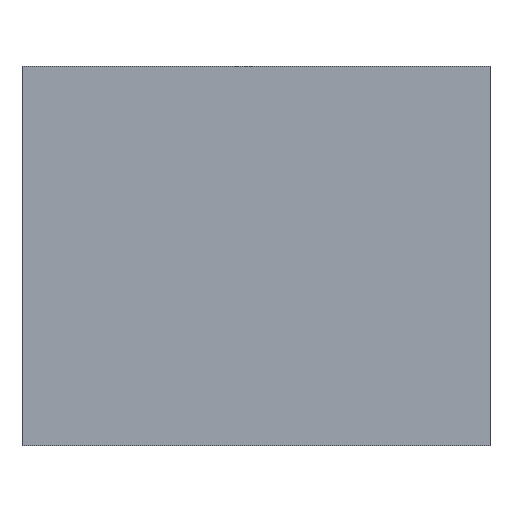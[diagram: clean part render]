
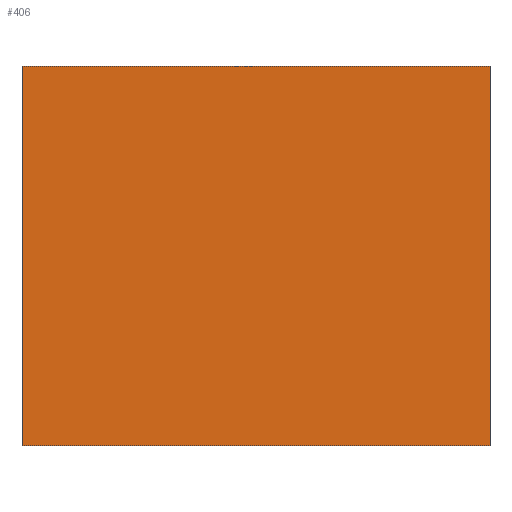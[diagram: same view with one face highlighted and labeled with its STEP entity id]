
A CAD part, top view. The second image highlights one B-rep face of the part: STEP entity #406.
In plain terms, the highlighted planar face has unit normal (0, 0, 1).
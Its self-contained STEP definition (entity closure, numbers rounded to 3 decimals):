
#406 = ADVANCED_FACE( '', ( #896 ), #897, .T. );
#896 = FACE_OUTER_BOUND( '', #1386, .T. );
#897 = PLANE( '', #1387 );
#1386 = EDGE_LOOP( '', ( #3189, #3190, #3191, #3192 ) );
#1387 = AXIS2_PLACEMENT_3D( '', #3193, #3194, #3195 );
#3189 = ORIENTED_EDGE( '', *, *, #3690, .T. );
#3190 = ORIENTED_EDGE( '', *, *, #3727, .T. );
#3191 = ORIENTED_EDGE( '', *, *, #3731, .T. );
#3192 = ORIENTED_EDGE( '', *, *, #3722, .T. );
#3193 = CARTESIAN_POINT( '', ( -92.5, -75., 59. ) );
#3194 = DIRECTION( '', ( 0., 0., 1. ) );
#3195 = DIRECTION( '', ( 1., 0., 0. ) );
#3690 = EDGE_CURVE( '', #4583, #4581, #4584, .T. );
#3722 = EDGE_CURVE( '', #4640, #4583, #4641, .T. );
#3727 = EDGE_CURVE( '', #4581, #4647, #4649, .T. );
#3731 = EDGE_CURVE( '', #4647, #4640, #4655, .T. );
#4581 = VERTEX_POINT( '', #5884 );
#4583 = VERTEX_POINT( '', #5887 );
#4584 = LINE( '', #5888, #5889 );
#4640 = VERTEX_POINT( '', #5965 );
#4641 = LINE( '', #5966, #5967 );
#4647 = VERTEX_POINT( '', #5975 );
#4649 = LINE( '', #5978, #5979 );
#4655 = LINE( '', #5987, #5988 );
#5884 = CARTESIAN_POINT( '', ( -92.5, -75., 59. ) );
#5887 = CARTESIAN_POINT( '', ( -92.5, 75., 59. ) );
#5888 = CARTESIAN_POINT( '', ( -92.5, 75., 59. ) );
#5889 = VECTOR( '', #6782, 1000. );
#5965 = CARTESIAN_POINT( '', ( 92.5, 75., 59. ) );
#5966 = CARTESIAN_POINT( '', ( 92.5, 75., 59. ) );
#5967 = VECTOR( '', #6836, 1000. );
#5975 = CARTESIAN_POINT( '', ( 92.5, -75., 59. ) );
#5978 = CARTESIAN_POINT( '', ( -92.5, -75., 59. ) );
#5979 = VECTOR( '', #6843, 1000. );
#5987 = CARTESIAN_POINT( '', ( 92.5, -75., 59. ) );
#5988 = VECTOR( '', #6849, 1000. );
#6782 = DIRECTION( '', ( 0., -1., 0. ) );
#6836 = DIRECTION( '', ( -1., 0., 0. ) );
#6843 = DIRECTION( '', ( 1., 0., 0. ) );
#6849 = DIRECTION( '', ( 0., 1., 0. ) );
